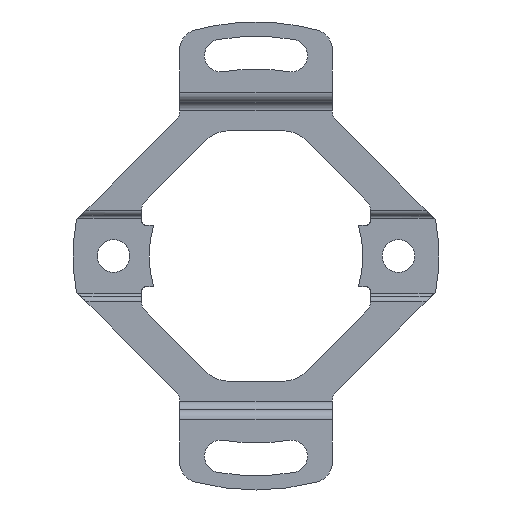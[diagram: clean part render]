
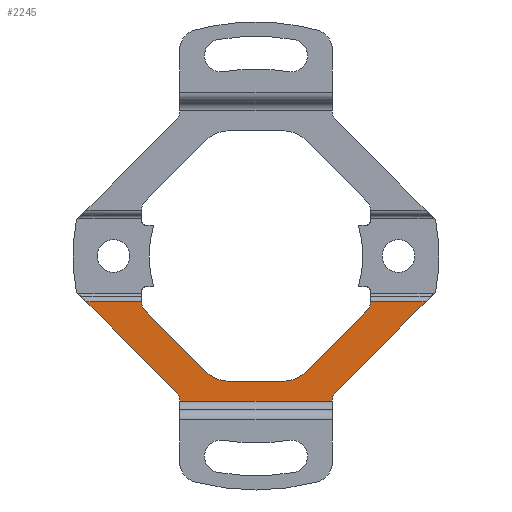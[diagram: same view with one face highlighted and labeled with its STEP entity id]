
A CAD part, front view. The second image highlights one B-rep face of the part: STEP entity #2245.
In plain terms, the highlighted planar face has unit normal (0, -1, 0).
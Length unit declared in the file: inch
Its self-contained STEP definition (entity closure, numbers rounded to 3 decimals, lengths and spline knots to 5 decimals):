
#10 = VECTOR ( 'NONE', #3498, 39.37008 ) ;
#35 = EDGE_CURVE ( 'NONE', #3515, #1928, #3717, .T. ) ;
#54 = DIRECTION ( 'NONE',  ( 0., 0., 1. ) ) ;
#68 = DIRECTION ( 'NONE',  ( 0., 1., 0. ) ) ;
#71 = ORIENTED_EDGE ( 'NONE', *, *, #1569, .T. ) ;
#99 = DIRECTION ( 'NONE',  ( 0., 1., 0. ) ) ;
#142 = EDGE_CURVE ( 'NONE', #438, #1266, #375, .T. ) ;
#152 = VERTEX_POINT ( 'NONE', #3576 ) ;
#206 = ORIENTED_EDGE ( 'NONE', *, *, #397, .T. ) ;
#215 = VECTOR ( 'NONE', #2837, 39.37008 ) ;
#222 = EDGE_CURVE ( 'NONE', #3629, #1999, #2603, .T. ) ;
#231 = VECTOR ( 'NONE', #2209, 39.37008 ) ;
#238 = DIRECTION ( 'NONE',  ( 0.707, 0., 0.707 ) ) ;
#375 = CIRCLE ( 'NONE', #747, 0.11811 ) ;
#386 = DIRECTION ( 'NONE',  ( -1., 0., 0. ) ) ;
#397 = EDGE_CURVE ( 'NONE', #3456, #3629, #2781, .T. ) ;
#399 = VECTOR ( 'NONE', #238, 39.37008 ) ;
#438 = VERTEX_POINT ( 'NONE', #2849 ) ;
#456 = DIRECTION ( 'NONE',  ( 0., 1., 0. ) ) ;
#469 = CIRCLE ( 'NONE', #1604, 0.03937 ) ;
#500 = ORIENTED_EDGE ( 'NONE', *, *, #911, .T. ) ;
#508 = ORIENTED_EDGE ( 'NONE', *, *, #693, .T. ) ;
#578 = CARTESIAN_POINT ( 'NONE',  ( 0.10712, -0.04724, -0.48425 ) ) ;
#595 = VERTEX_POINT ( 'NONE', #831 ) ;
#614 = CARTESIAN_POINT ( 'NONE',  ( -0.19064, -0.04724, -0.44966 ) ) ;
#664 = CARTESIAN_POINT ( 'NONE',  ( -0.19064, -0.04724, -0.44966 ) ) ;
#673 = CARTESIAN_POINT ( 'NONE',  ( 0.30681, -0.04724, -0.52836 ) ) ;
#679 = ORIENTED_EDGE ( 'NONE', *, *, #3682, .T. ) ;
#693 = EDGE_CURVE ( 'NONE', #1999, #3275, #469, .T. ) ;
#734 = DIRECTION ( 'NONE',  ( 0., 0., -1. ) ) ;
#747 = AXIS2_PLACEMENT_3D ( 'NONE', #2101, #2685, #2997 ) ;
#760 = EDGE_CURVE ( 'NONE', #3259, #3515, #1920, .T. ) ;
#772 = CARTESIAN_POINT ( 'NONE',  ( -0.33465, -0.04724, -0.5562 ) ) ;
#803 = CARTESIAN_POINT ( 'NONE',  ( -0.658, -0.04724, -0.17717 ) ) ;
#831 = CARTESIAN_POINT ( 'NONE',  ( -0.44291, -0.04724, -0.18107 ) ) ;
#862 = FACE_OUTER_BOUND ( 'NONE', #3599, .T. ) ;
#893 = ORIENTED_EDGE ( 'NONE', *, *, #2283, .T. ) ;
#896 = CARTESIAN_POINT ( 'NONE',  ( -0.7874, -0.04724, -0.17717 ) ) ;
#911 = EDGE_CURVE ( 'NONE', #152, #3591, #1211, .T. ) ;
#958 = CARTESIAN_POINT ( 'NONE',  ( -0.44291, -0.04724, -0.17717 ) ) ;
#1021 = VECTOR ( 'NONE', #3081, 39.37008 ) ;
#1041 = CARTESIAN_POINT ( 'NONE',  ( -0.7874, -0.04724, -0.48425 ) ) ;
#1106 = CIRCLE ( 'NONE', #3054, 0.03937 ) ;
#1137 = VECTOR ( 'NONE', #386, 39.37008 ) ;
#1211 = LINE ( 'NONE', #3346, #1021 ) ;
#1266 = VERTEX_POINT ( 'NONE', #664 ) ;
#1353 = CARTESIAN_POINT ( 'NONE',  ( -0.658, -0.04724, -0.17717 ) ) ;
#1369 = CARTESIAN_POINT ( 'NONE',  ( 0.658, -0.04724, -0.17717 ) ) ;
#1423 = LINE ( 'NONE', #1041, #215 ) ;
#1493 = DIRECTION ( 'NONE',  ( 0., -1., 0. ) ) ;
#1535 = CARTESIAN_POINT ( 'NONE',  ( -0.29528, -0.04724, -0.53989 ) ) ;
#1545 = DIRECTION ( 'NONE',  ( -1., 0., 0. ) ) ;
#1561 = DIRECTION ( 'NONE',  ( 0., 0., 1. ) ) ;
#1569 = EDGE_CURVE ( 'NONE', #1928, #3421, #3759, .T. ) ;
#1589 = ORIENTED_EDGE ( 'NONE', *, *, #3031, .T. ) ;
#1592 = DIRECTION ( 'NONE',  ( 0., 0., 1. ) ) ;
#1596 = AXIS2_PLACEMENT_3D ( 'NONE', #2661, #1493, #3571 ) ;
#1604 = AXIS2_PLACEMENT_3D ( 'NONE', #2717, #2660, #2692 ) ;
#1665 = EDGE_CURVE ( 'NONE', #3591, #3217, #2456, .T. ) ;
#1734 = AXIS2_PLACEMENT_3D ( 'NONE', #772, #456, #734 ) ;
#1848 = VECTOR ( 'NONE', #2708, 39.37008 ) ;
#1852 = CARTESIAN_POINT ( 'NONE',  ( -0.40354, -0.04724, -0.18107 ) ) ;
#1865 = ORIENTED_EDGE ( 'NONE', *, *, #1665, .T. ) ;
#1894 = CIRCLE ( 'NONE', #3448, 0.03937 ) ;
#1920 = LINE ( 'NONE', #896, #3813 ) ;
#1928 = VERTEX_POINT ( 'NONE', #2776 ) ;
#1982 = DIRECTION ( 'NONE',  ( 0., 0., -1. ) ) ;
#1999 = VERTEX_POINT ( 'NONE', #2004 ) ;
#2004 = CARTESIAN_POINT ( 'NONE',  ( 0.29528, -0.04724, -0.5562 ) ) ;
#2043 = LINE ( 'NONE', #1535, #1848 ) ;
#2045 = CARTESIAN_POINT ( 'NONE',  ( 0.30681, -0.04724, -0.52836 ) ) ;
#2062 = ORIENTED_EDGE ( 'NONE', *, *, #760, .T. ) ;
#2064 = CARTESIAN_POINT ( 'NONE',  ( 0.44291, -0.04724, -0.17717 ) ) ;
#2080 = PLANE ( 'NONE',  #1596 ) ;
#2101 = CARTESIAN_POINT ( 'NONE',  ( -0.10712, -0.04724, -0.36614 ) ) ;
#2163 = ORIENTED_EDGE ( 'NONE', *, *, #3282, .T. ) ;
#2198 = CARTESIAN_POINT ( 'NONE',  ( -0.7874, -0.04724, -0.17717 ) ) ;
#2200 = ORIENTED_EDGE ( 'NONE', *, *, #2535, .T. ) ;
#2209 = DIRECTION ( 'NONE',  ( 1., 0., 0. ) ) ;
#2245 = ADVANCED_FACE ( 'NONE', ( #862 ), #2080, .T. ) ;
#2273 = DIRECTION ( 'NONE',  ( 0.707, 0., -0.707 ) ) ;
#2279 = AXIS2_PLACEMENT_3D ( 'NONE', #3224, #2336, #3487 ) ;
#2283 = EDGE_CURVE ( 'NONE', #1266, #3870, #2678, .T. ) ;
#2336 = DIRECTION ( 'NONE',  ( 0., 1., 0. ) ) ;
#2349 = EDGE_CURVE ( 'NONE', #3683, #152, #1106, .T. ) ;
#2456 = CIRCLE ( 'NONE', #2279, 0.11811 ) ;
#2474 = CARTESIAN_POINT ( 'NONE',  ( -0.7874, -0.04724, -0.56299 ) ) ;
#2535 = EDGE_CURVE ( 'NONE', #3217, #438, #1423, .T. ) ;
#2539 = ORIENTED_EDGE ( 'NONE', *, *, #222, .T. ) ;
#2565 = ORIENTED_EDGE ( 'NONE', *, *, #2867, .T. ) ;
#2590 = VECTOR ( 'NONE', #2705, 39.37008 ) ;
#2603 = LINE ( 'NONE', #3360, #2783 ) ;
#2660 = DIRECTION ( 'NONE',  ( 0., 1., 0. ) ) ;
#2661 = CARTESIAN_POINT ( 'NONE',  ( -0.7874, -0.04724, -0.15748 ) ) ;
#2678 = LINE ( 'NONE', #614, #2590 ) ;
#2685 = DIRECTION ( 'NONE',  ( 0., 1., 0. ) ) ;
#2692 = DIRECTION ( 'NONE',  ( 0., 0., -1. ) ) ;
#2705 = DIRECTION ( 'NONE',  ( -0.707, 0., 0.707 ) ) ;
#2708 = DIRECTION ( 'NONE',  ( 0., 0., -1. ) ) ;
#2717 = CARTESIAN_POINT ( 'NONE',  ( 0.33465, -0.04724, -0.5562 ) ) ;
#2750 = CARTESIAN_POINT ( 'NONE',  ( -0.29528, -0.04724, -0.5562 ) ) ;
#2776 = CARTESIAN_POINT ( 'NONE',  ( -0.30681, -0.04724, -0.52836 ) ) ;
#2781 = LINE ( 'NONE', #2474, #231 ) ;
#2783 = VECTOR ( 'NONE', #54, 39.37008 ) ;
#2837 = DIRECTION ( 'NONE',  ( -1., 0., 0. ) ) ;
#2843 = ORIENTED_EDGE ( 'NONE', *, *, #35, .T. ) ;
#2849 = CARTESIAN_POINT ( 'NONE',  ( -0.10712, -0.04724, -0.48425 ) ) ;
#2867 = EDGE_CURVE ( 'NONE', #3615, #3683, #3138, .T. ) ;
#2889 = ORIENTED_EDGE ( 'NONE', *, *, #2349, .T. ) ;
#2901 = CARTESIAN_POINT ( 'NONE',  ( 0.44291, -0.04724, -0.18107 ) ) ;
#2959 = ORIENTED_EDGE ( 'NONE', *, *, #142, .T. ) ;
#2974 = VECTOR ( 'NONE', #2273, 39.37008 ) ;
#2997 = DIRECTION ( 'NONE',  ( 0., 0., 1. ) ) ;
#3031 = EDGE_CURVE ( 'NONE', #3275, #3595, #3236, .T. ) ;
#3054 = AXIS2_PLACEMENT_3D ( 'NONE', #3661, #99, #1592 ) ;
#3081 = DIRECTION ( 'NONE',  ( -0.707, 0., -0.707 ) ) ;
#3138 = LINE ( 'NONE', #3724, #3471 ) ;
#3150 = CARTESIAN_POINT ( 'NONE',  ( 0.19064, -0.04724, -0.44966 ) ) ;
#3207 = CARTESIAN_POINT ( 'NONE',  ( 0.29528, -0.04724, -0.56299 ) ) ;
#3217 = VERTEX_POINT ( 'NONE', #578 ) ;
#3223 = EDGE_CURVE ( 'NONE', #3870, #595, #1894, .T. ) ;
#3224 = CARTESIAN_POINT ( 'NONE',  ( 0.10712, -0.04724, -0.36614 ) ) ;
#3236 = LINE ( 'NONE', #2045, #399 ) ;
#3259 = VERTEX_POINT ( 'NONE', #958 ) ;
#3275 = VERTEX_POINT ( 'NONE', #673 ) ;
#3276 = LINE ( 'NONE', #3775, #10 ) ;
#3282 = EDGE_CURVE ( 'NONE', #3421, #3456, #2043, .T. ) ;
#3290 = ORIENTED_EDGE ( 'NONE', *, *, #3223, .T. ) ;
#3317 = CARTESIAN_POINT ( 'NONE',  ( -0.43138, -0.04724, -0.20891 ) ) ;
#3321 = LINE ( 'NONE', #2198, #1137 ) ;
#3324 = ORIENTED_EDGE ( 'NONE', *, *, #3410, .T. ) ;
#3346 = CARTESIAN_POINT ( 'NONE',  ( 0.43138, -0.04724, -0.20891 ) ) ;
#3360 = CARTESIAN_POINT ( 'NONE',  ( 0.29528, -0.04724, -0.85602 ) ) ;
#3410 = EDGE_CURVE ( 'NONE', #3595, #3615, #3321, .T. ) ;
#3421 = VERTEX_POINT ( 'NONE', #2750 ) ;
#3448 = AXIS2_PLACEMENT_3D ( 'NONE', #1852, #68, #1561 ) ;
#3456 = VERTEX_POINT ( 'NONE', #3658 ) ;
#3471 = VECTOR ( 'NONE', #1982, 39.37008 ) ;
#3487 = DIRECTION ( 'NONE',  ( 0., 0., 1. ) ) ;
#3498 = DIRECTION ( 'NONE',  ( 0., 0., 1. ) ) ;
#3515 = VERTEX_POINT ( 'NONE', #1353 ) ;
#3571 = DIRECTION ( 'NONE',  ( 0., 0., -1. ) ) ;
#3576 = CARTESIAN_POINT ( 'NONE',  ( 0.43138, -0.04724, -0.20891 ) ) ;
#3591 = VERTEX_POINT ( 'NONE', #3150 ) ;
#3595 = VERTEX_POINT ( 'NONE', #1369 ) ;
#3599 = EDGE_LOOP ( 'NONE', ( #71, #2163, #206, #2539, #508, #1589, #3324, #2565, #2889, #500, #1865, #2200, #2959, #893, #3290, #679, #2062, #2843 ) ) ;
#3615 = VERTEX_POINT ( 'NONE', #2064 ) ;
#3629 = VERTEX_POINT ( 'NONE', #3207 ) ;
#3658 = CARTESIAN_POINT ( 'NONE',  ( -0.29528, -0.04724, -0.56299 ) ) ;
#3661 = CARTESIAN_POINT ( 'NONE',  ( 0.40354, -0.04724, -0.18107 ) ) ;
#3682 = EDGE_CURVE ( 'NONE', #595, #3259, #3276, .T. ) ;
#3683 = VERTEX_POINT ( 'NONE', #2901 ) ;
#3717 = LINE ( 'NONE', #803, #2974 ) ;
#3724 = CARTESIAN_POINT ( 'NONE',  ( 0.44291, -0.04724, -0.15748 ) ) ;
#3759 = CIRCLE ( 'NONE', #1734, 0.03937 ) ;
#3775 = CARTESIAN_POINT ( 'NONE',  ( -0.44291, -0.04724, -0.15748 ) ) ;
#3813 = VECTOR ( 'NONE', #1545, 39.37008 ) ;
#3870 = VERTEX_POINT ( 'NONE', #3317 ) ;
